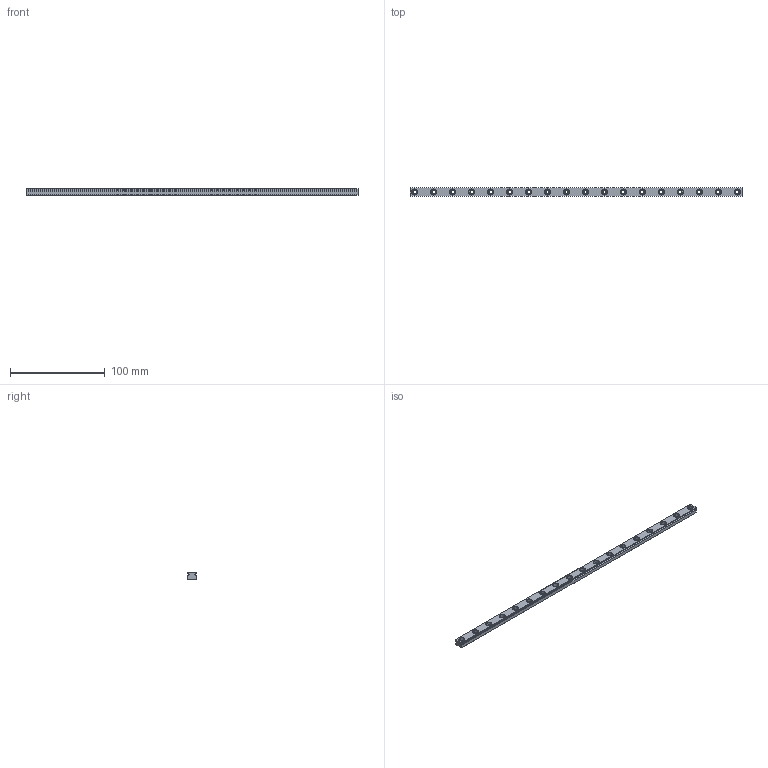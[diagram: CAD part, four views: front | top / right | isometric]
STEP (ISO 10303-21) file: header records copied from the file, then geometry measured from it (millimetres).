
FILE_DESCRIPTION(('FreeCAD Model'),'2;1');
FILE_NAME('Open CASCADE Shape Model','2022-08-21T17:31:22',('demonlibra' ),(''),'Open CASCADE STEP processor 7.6','FreeCAD','Unknown');
FILE_SCHEMA(('AUTOMOTIVE_DESIGN { 1 0 10303 214 1 1 1 1 }'));
Length unit declared in the file: millimetre
Products named in the file (1): Hiwin rail MGNR9R350
Bounding box: 350 x 9 x 6.5 mm (x, y, z)
Volume: 17007.8 mm3; surface area: 13532.4 mm2
Topology: 1 solids, 1 shells, 112 faces, 240 edges, 148 vertices
Faces by surface type: cylinder 40, plane 36, cone 36
Full cylindrical faces by diameter (mm): 3.5 x18, 6 x18
Entity records: 6324 total; most frequent: CARTESIAN_POINT 1137, DIRECTION 1036, LINE 524, VECTOR 524, ORIENTED_EDGE 480, PCURVE 480, DEFINITIONAL_REPRESENTATION 480, EDGE_CURVE 240
